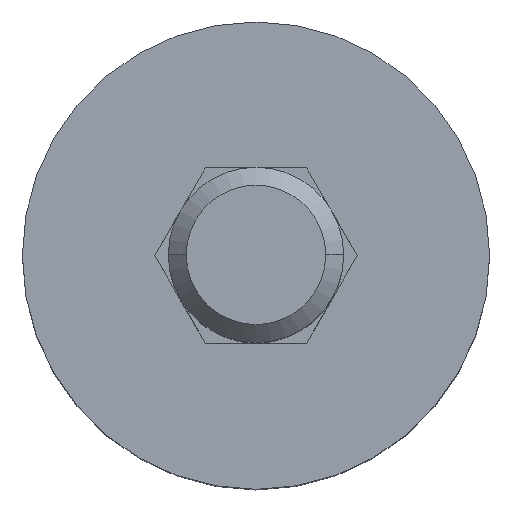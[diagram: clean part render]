
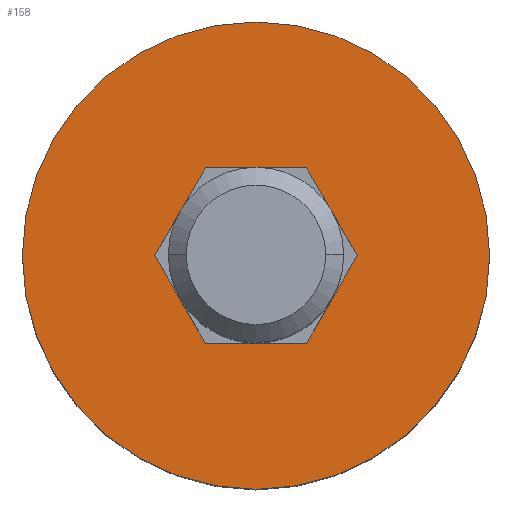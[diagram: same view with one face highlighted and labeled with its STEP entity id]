
A CAD part, top view. The second image highlights one B-rep face of the part: STEP entity #158.
In plain terms, the highlighted planar face has unit normal (0, 0, 1).
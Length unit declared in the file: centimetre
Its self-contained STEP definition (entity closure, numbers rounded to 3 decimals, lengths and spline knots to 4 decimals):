
#11 = CARTESIAN_POINT ( 'NONE',  ( 0.8096, -0.8, 1.85 ) ) ;
#16 = ORIENTED_EDGE ( 'NONE', *, *, #1092, .T. ) ;
#28 = DIRECTION ( 'NONE',  ( 1., 0., 0. ) ) ;
#33 = CARTESIAN_POINT ( 'NONE',  ( 0.8, 0., 1.85 ) ) ;
#40 = ORIENTED_EDGE ( 'NONE', *, *, #177, .T. ) ;
#45 = AXIS2_PLACEMENT_3D ( 'NONE', #791, #1146, #617 ) ;
#81 = DIRECTION ( 'NONE',  ( 1., 0., 0. ) ) ;
#114 = VECTOR ( 'NONE', #276, 100. ) ;
#135 = EDGE_LOOP ( 'NONE', ( #336, #16, #154, #40, #550, #618 ) ) ;
#136 = LINE ( 'NONE', #205, #421 ) ;
#154 = ORIENTED_EDGE ( 'NONE', *, *, #1083, .T. ) ;
#158 = ADVANCED_FACE ( 'NONE', ( #187, #1148 ), #544, .T. ) ;
#177 = EDGE_CURVE ( 'NONE', #732, #719, #909, .T. ) ;
#187 = FACE_OUTER_BOUND ( 'NONE', #467, .T. ) ;
#204 = CARTESIAN_POINT ( 'NONE',  ( -0.3464, 0., 1.85 ) ) ;
#205 = CARTESIAN_POINT ( 'NONE',  ( 0.1732, 0.3, 1.85 ) ) ;
#234 = EDGE_CURVE ( 'NONE', #1015, #670, #641, .T. ) ;
#272 = AXIS2_PLACEMENT_3D ( 'NONE', #758, #1026, #28 ) ;
#276 = DIRECTION ( 'NONE',  ( -1., 0., 0. ) ) ;
#284 = CARTESIAN_POINT ( 'NONE',  ( -0.1732, -0.3, 1.85 ) ) ;
#293 = DIRECTION ( 'NONE',  ( -0.5, 0.866, 0. ) ) ;
#308 = CARTESIAN_POINT ( 'NONE',  ( 0.1732, 0.3, 1.85 ) ) ;
#336 = ORIENTED_EDGE ( 'NONE', *, *, #967, .T. ) ;
#384 = CARTESIAN_POINT ( 'NONE',  ( 0.8096, -0.3, 1.85 ) ) ;
#392 = DIRECTION ( 'NONE',  ( -0.5, -0.866, 0. ) ) ;
#397 = VERTEX_POINT ( 'NONE', #33 ) ;
#404 = LINE ( 'NONE', #827, #1125 ) ;
#421 = VECTOR ( 'NONE', #913, 100. ) ;
#461 = VERTEX_POINT ( 'NONE', #1133 ) ;
#467 = EDGE_LOOP ( 'NONE', ( #918, #571 ) ) ;
#542 = CARTESIAN_POINT ( 'NONE',  ( 0.8096, 0.3, 1.85 ) ) ;
#544 = PLANE ( 'NONE',  #1131 ) ;
#550 = ORIENTED_EDGE ( 'NONE', *, *, #643, .T. ) ;
#553 = CIRCLE ( 'NONE', #45, 0.8 ) ;
#571 = ORIENTED_EDGE ( 'NONE', *, *, #1109, .F. ) ;
#597 = VERTEX_POINT ( 'NONE', #976 ) ;
#612 = LINE ( 'NONE', #542, #714 ) ;
#617 = DIRECTION ( 'NONE',  ( 1., 0., 0. ) ) ;
#618 = ORIENTED_EDGE ( 'NONE', *, *, #234, .T. ) ;
#634 = DIRECTION ( 'NONE',  ( 0., 0., 1. ) ) ;
#636 = CARTESIAN_POINT ( 'NONE',  ( 0.1732, -0.3, 1.85 ) ) ;
#641 = LINE ( 'NONE', #1000, #1130 ) ;
#643 = EDGE_CURVE ( 'NONE', #719, #1015, #733, .T. ) ;
#650 = DIRECTION ( 'NONE',  ( 1., 0., 0. ) ) ;
#670 = VERTEX_POINT ( 'NONE', #722 ) ;
#704 = DIRECTION ( 'NONE',  ( 0.5, 0.866, 0. ) ) ;
#714 = VECTOR ( 'NONE', #81, 100. ) ;
#719 = VERTEX_POINT ( 'NONE', #284 ) ;
#722 = CARTESIAN_POINT ( 'NONE',  ( -0.1732, 0.3, 1.85 ) ) ;
#732 = VERTEX_POINT ( 'NONE', #636 ) ;
#733 = LINE ( 'NONE', #1058, #809 ) ;
#758 = CARTESIAN_POINT ( 'NONE',  ( 0., 0., 1.85 ) ) ;
#775 = CIRCLE ( 'NONE', #272, 0.8 ) ;
#791 = CARTESIAN_POINT ( 'NONE',  ( 0., 0., 1.85 ) ) ;
#809 = VECTOR ( 'NONE', #293, 100. ) ;
#827 = CARTESIAN_POINT ( 'NONE',  ( 0.3464, 0., 1.85 ) ) ;
#858 = VERTEX_POINT ( 'NONE', #308 ) ;
#909 = LINE ( 'NONE', #384, #114 ) ;
#913 = DIRECTION ( 'NONE',  ( 0.5, -0.866, 0. ) ) ;
#918 = ORIENTED_EDGE ( 'NONE', *, *, #988, .F. ) ;
#967 = EDGE_CURVE ( 'NONE', #670, #858, #612, .T. ) ;
#976 = CARTESIAN_POINT ( 'NONE',  ( 0.3464, 0., 1.85 ) ) ;
#988 = EDGE_CURVE ( 'NONE', #397, #461, #553, .T. ) ;
#1000 = CARTESIAN_POINT ( 'NONE',  ( -0.3464, 0., 1.85 ) ) ;
#1015 = VERTEX_POINT ( 'NONE', #204 ) ;
#1026 = DIRECTION ( 'NONE',  ( 0., 0., -1. ) ) ;
#1058 = CARTESIAN_POINT ( 'NONE',  ( -0.1732, -0.3, 1.85 ) ) ;
#1083 = EDGE_CURVE ( 'NONE', #597, #732, #404, .T. ) ;
#1092 = EDGE_CURVE ( 'NONE', #858, #597, #136, .T. ) ;
#1109 = EDGE_CURVE ( 'NONE', #461, #397, #775, .T. ) ;
#1125 = VECTOR ( 'NONE', #392, 100. ) ;
#1130 = VECTOR ( 'NONE', #704, 100. ) ;
#1131 = AXIS2_PLACEMENT_3D ( 'NONE', #11, #634, #650 ) ;
#1133 = CARTESIAN_POINT ( 'NONE',  ( -0.8, 0., 1.85 ) ) ;
#1146 = DIRECTION ( 'NONE',  ( 0., 0., -1. ) ) ;
#1148 = FACE_BOUND ( 'NONE', #135, .T. ) ;
